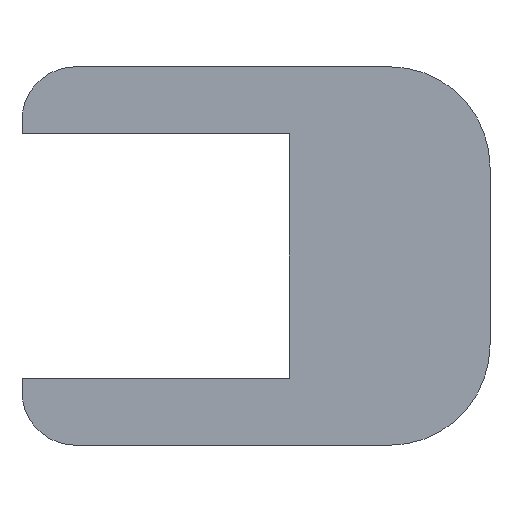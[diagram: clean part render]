
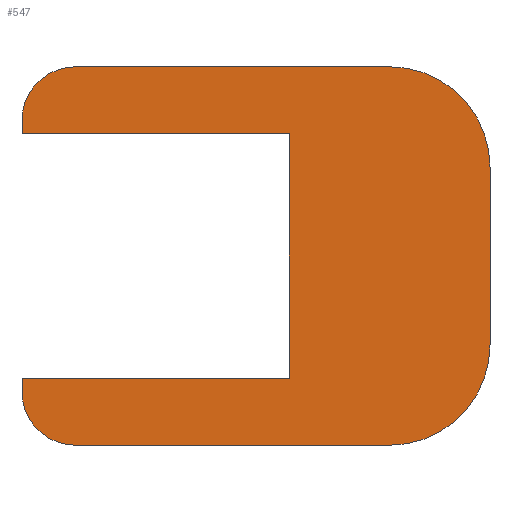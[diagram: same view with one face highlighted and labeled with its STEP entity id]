
A CAD part, left-side view. The second image highlights one B-rep face of the part: STEP entity #547.
In plain terms, the highlighted planar face has unit normal (-1, 0, 0).
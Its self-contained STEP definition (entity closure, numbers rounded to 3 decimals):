
#165 = VERTEX_POINT('',#166);
#166 = CARTESIAN_POINT('',(-65.,32.,10.));
#172 = EDGE_CURVE('',#165,#173,#175,.T.);
#173 = VERTEX_POINT('',#174);
#174 = CARTESIAN_POINT('',(-65.,-15.,10.));
#175 = LINE('',#176,#177);
#176 = CARTESIAN_POINT('',(-65.,40.,10.));
#177 = VECTOR('',#178,1.);
#178 = DIRECTION('',(0.,-1.,0.));
#196 = VERTEX_POINT('',#197);
#197 = CARTESIAN_POINT('',(-65.,40.,2.));
#203 = EDGE_CURVE('',#165,#196,#204,.T.);
#204 = CIRCLE('',#205,8.);
#205 = AXIS2_PLACEMENT_3D('',#206,#207,#208);
#206 = CARTESIAN_POINT('',(-65.,32.,2.));
#207 = DIRECTION('',(-1.,0.,0.));
#208 = DIRECTION('',(0.,0.,-1.));
#221 = VERTEX_POINT('',#222);
#222 = CARTESIAN_POINT('',(-65.,-30.,-5.));
#228 = EDGE_CURVE('',#173,#221,#229,.T.);
#229 = CIRCLE('',#230,15.);
#230 = AXIS2_PLACEMENT_3D('',#231,#232,#233);
#231 = CARTESIAN_POINT('',(-65.,-15.,-5.));
#232 = DIRECTION('',(1.,-0.,0.));
#233 = DIRECTION('',(0.,0.,-1.));
#246 = VERTEX_POINT('',#247);
#247 = CARTESIAN_POINT('',(-65.,40.,0.));
#253 = EDGE_CURVE('',#246,#196,#254,.T.);
#254 = LINE('',#255,#256);
#255 = CARTESIAN_POINT('',(-65.,40.,0.));
#256 = VECTOR('',#257,1.);
#257 = DIRECTION('',(0.,0.,1.));
#270 = EDGE_CURVE('',#221,#271,#273,.T.);
#271 = VERTEX_POINT('',#272);
#272 = CARTESIAN_POINT('',(-65.,-30.,-31.6));
#273 = LINE('',#274,#275);
#274 = CARTESIAN_POINT('',(-65.,-30.,10.));
#275 = VECTOR('',#276,1.);
#276 = DIRECTION('',(0.,0.,-1.));
#293 = VERTEX_POINT('',#294);
#294 = CARTESIAN_POINT('',(-65.,0.,0.));
#300 = EDGE_CURVE('',#293,#246,#301,.T.);
#301 = LINE('',#302,#303);
#302 = CARTESIAN_POINT('',(-65.,0.,0.));
#303 = VECTOR('',#304,1.);
#304 = DIRECTION('',(0.,1.,0.));
#318 = VERTEX_POINT('',#319);
#319 = CARTESIAN_POINT('',(-65.,-15.,-46.6));
#325 = EDGE_CURVE('',#271,#318,#326,.T.);
#326 = CIRCLE('',#327,15.);
#327 = AXIS2_PLACEMENT_3D('',#328,#329,#330);
#328 = CARTESIAN_POINT('',(-65.,-15.,-31.6));
#329 = DIRECTION('',(1.,-0.,0.));
#330 = DIRECTION('',(0.,0.,-1.));
#342 = EDGE_CURVE('',#293,#343,#345,.T.);
#343 = VERTEX_POINT('',#344);
#344 = CARTESIAN_POINT('',(-65.,0.,-36.6));
#345 = LINE('',#346,#347);
#346 = CARTESIAN_POINT('',(-65.,0.,0.));
#347 = VECTOR('',#348,1.);
#348 = DIRECTION('',(0.,0.,-1.));
#367 = EDGE_CURVE('',#318,#368,#370,.T.);
#368 = VERTEX_POINT('',#369);
#369 = CARTESIAN_POINT('',(-65.,32.,-46.6));
#370 = LINE('',#371,#372);
#371 = CARTESIAN_POINT('',(-65.,-30.,-46.6));
#372 = VECTOR('',#373,1.);
#373 = DIRECTION('',(0.,1.,0.));
#390 = VERTEX_POINT('',#391);
#391 = CARTESIAN_POINT('',(-65.,40.,-36.6));
#397 = EDGE_CURVE('',#390,#343,#398,.T.);
#398 = LINE('',#399,#400);
#399 = CARTESIAN_POINT('',(-65.,40.,-36.6));
#400 = VECTOR('',#401,1.);
#401 = DIRECTION('',(0.,-1.,0.));
#415 = VERTEX_POINT('',#416);
#416 = CARTESIAN_POINT('',(-65.,40.,-38.6));
#422 = EDGE_CURVE('',#368,#415,#423,.T.);
#423 = CIRCLE('',#424,8.);
#424 = AXIS2_PLACEMENT_3D('',#425,#426,#427);
#425 = CARTESIAN_POINT('',(-65.,32.,-38.6));
#426 = DIRECTION('',(1.,-0.,0.));
#427 = DIRECTION('',(0.,0.,-1.));
#440 = EDGE_CURVE('',#415,#390,#441,.T.);
#441 = LINE('',#442,#443);
#442 = CARTESIAN_POINT('',(-65.,40.,-46.6));
#443 = VECTOR('',#444,1.);
#444 = DIRECTION('',(0.,0.,1.));
#547 = ADVANCED_FACE('',(#548),#562,.F.);
#548 = FACE_BOUND('',#549,.F.);
#549 = EDGE_LOOP('',(#550,#551,#552,#553,#554,#555,#556,#557,#558,#559,
    #560,#561));
#550 = ORIENTED_EDGE('',*,*,#172,.T.);
#551 = ORIENTED_EDGE('',*,*,#228,.T.);
#552 = ORIENTED_EDGE('',*,*,#270,.T.);
#553 = ORIENTED_EDGE('',*,*,#325,.T.);
#554 = ORIENTED_EDGE('',*,*,#367,.T.);
#555 = ORIENTED_EDGE('',*,*,#422,.T.);
#556 = ORIENTED_EDGE('',*,*,#440,.T.);
#557 = ORIENTED_EDGE('',*,*,#397,.T.);
#558 = ORIENTED_EDGE('',*,*,#342,.F.);
#559 = ORIENTED_EDGE('',*,*,#300,.T.);
#560 = ORIENTED_EDGE('',*,*,#253,.T.);
#561 = ORIENTED_EDGE('',*,*,#203,.F.);
#562 = PLANE('',#563);
#563 = AXIS2_PLACEMENT_3D('',#564,#565,#566);
#564 = CARTESIAN_POINT('',(-65.,4.208,-18.3));
#565 = DIRECTION('',(1.,0.,0.));
#566 = DIRECTION('',(0.,0.,1.));
